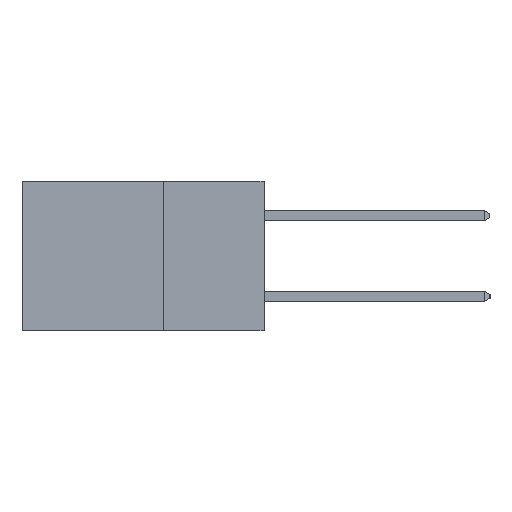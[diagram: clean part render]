
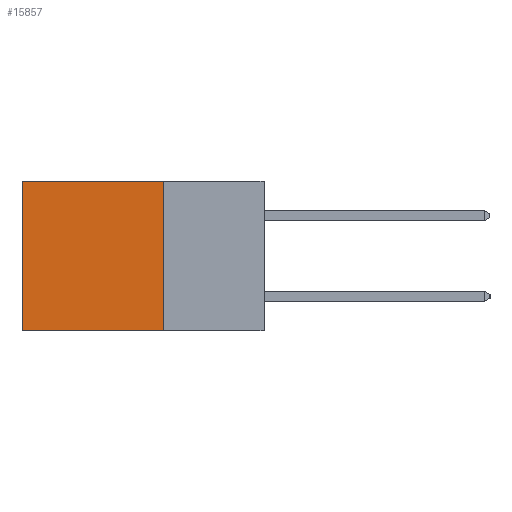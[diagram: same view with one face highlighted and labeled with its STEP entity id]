
A CAD part, left-side view. The second image highlights one B-rep face of the part: STEP entity #15857.
In plain terms, the highlighted planar face has unit normal (-1, 0, 0).
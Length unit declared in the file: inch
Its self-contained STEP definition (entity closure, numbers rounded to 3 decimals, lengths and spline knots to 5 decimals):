
#54 = DIRECTION ( 'NONE',  ( 0., 0., -1. ) ) ;
#464 = ORIENTED_EDGE ( 'NONE', *, *, #20577, .F. ) ;
#467 = LINE ( 'NONE', #16042, #8789 ) ;
#547 = ORIENTED_EDGE ( 'NONE', *, *, #5129, .F. ) ;
#560 = VECTOR ( 'NONE', #10076, 39.37008 ) ;
#905 = CARTESIAN_POINT ( 'NONE',  ( 0.2615, 0.25, -0.37 ) ) ;
#1141 = LINE ( 'NONE', #19756, #17986 ) ;
#2671 = DIRECTION ( 'NONE',  ( 0., 1., 0. ) ) ;
#4104 = ORIENTED_EDGE ( 'NONE', *, *, #17857, .T. ) ;
#4362 = EDGE_LOOP ( 'NONE', ( #4104, #547, #464, #6793 ) ) ;
#5021 = PLANE ( 'NONE',  #8562 ) ;
#5129 = EDGE_CURVE ( 'NONE', #19186, #7280, #8898, .T. ) ;
#6793 = ORIENTED_EDGE ( 'NONE', *, *, #12717, .T. ) ;
#7280 = VERTEX_POINT ( 'NONE', #15731 ) ;
#8376 = LINE ( 'NONE', #19643, #560 ) ;
#8562 = AXIS2_PLACEMENT_3D ( 'NONE', #19576, #10003, #54 ) ;
#8789 = VECTOR ( 'NONE', #14438, 39.37008 ) ;
#8898 = LINE ( 'NONE', #905, #12200 ) ;
#9236 = FACE_OUTER_BOUND ( 'NONE', #4362, .T. ) ;
#10003 = DIRECTION ( 'NONE',  ( 1., 0., 0. ) ) ;
#10076 = DIRECTION ( 'NONE',  ( 0., 0., -1. ) ) ;
#11815 = DIRECTION ( 'NONE',  ( 0., 0., -1. ) ) ;
#12200 = VECTOR ( 'NONE', #2671, 39.37008 ) ;
#12717 = EDGE_CURVE ( 'NONE', #18447, #16768, #467, .T. ) ;
#14438 = DIRECTION ( 'NONE',  ( 0., 1., 0. ) ) ;
#15731 = CARTESIAN_POINT ( 'NONE',  ( 0.2615, 0.6, -0.37 ) ) ;
#15857 = ADVANCED_FACE ( 'NONE', ( #9236 ), #5021, .F. ) ;
#16042 = CARTESIAN_POINT ( 'NONE',  ( 0.2615, 0.25, 0. ) ) ;
#16134 = CARTESIAN_POINT ( 'NONE',  ( 0.2615, 0.25, 0. ) ) ;
#16768 = VERTEX_POINT ( 'NONE', #18427 ) ;
#17857 = EDGE_CURVE ( 'NONE', #16768, #7280, #8376, .T. ) ;
#17986 = VECTOR ( 'NONE', #11815, 39.37008 ) ;
#18427 = CARTESIAN_POINT ( 'NONE',  ( 0.2615, 0.6, 0. ) ) ;
#18447 = VERTEX_POINT ( 'NONE', #16134 ) ;
#19186 = VERTEX_POINT ( 'NONE', #21024 ) ;
#19576 = CARTESIAN_POINT ( 'NONE',  ( 0.2615, 0.25, -0.37 ) ) ;
#19643 = CARTESIAN_POINT ( 'NONE',  ( 0.2615, 0.6, -0.37 ) ) ;
#19756 = CARTESIAN_POINT ( 'NONE',  ( 0.2615, 0.25, -0.37 ) ) ;
#20577 = EDGE_CURVE ( 'NONE', #18447, #19186, #1141, .T. ) ;
#21024 = CARTESIAN_POINT ( 'NONE',  ( 0.2615, 0.25, -0.37 ) ) ;
